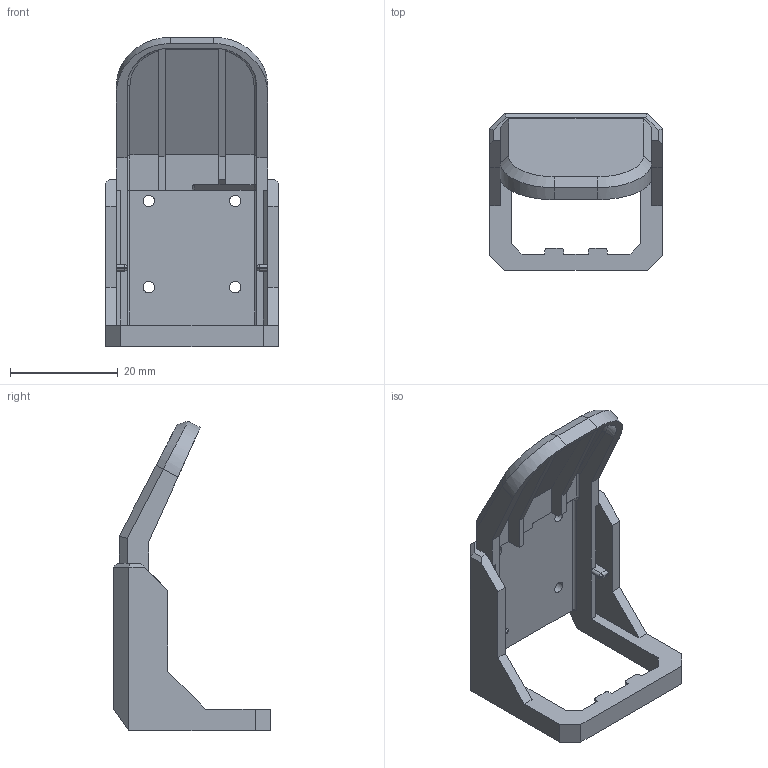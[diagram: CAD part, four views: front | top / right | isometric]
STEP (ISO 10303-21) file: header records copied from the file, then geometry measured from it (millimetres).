
FILE_DESCRIPTION((''),'2;1');
FILE_NAME('F11','2010-04-09T',('JANG WOOK'),(''),'PRO/ENGINEER BY PARAMETRIC TECHNOLOGY CORPORATION, 2009060','PRO/ENGINEER BY PARAMETRIC TECHNOLOGY CORPORATION, 2009060','');
FILE_SCHEMA(('CONFIG_CONTROL_DESIGN'));
Length unit declared in the file: millimetre
Products named in the file (1): F11
Bounding box: 32 x 29 x 57.31 mm (x, y, z)
Volume: 5850.4 mm3; surface area: 6576.5 mm2
Topology: 1 solids, 1 shells, 175 faces, 468 edges, 299 vertices
Faces by surface type: plane 130, cylinder 33, sphere 4, bspline 4, extrusion 2, cone 2
Entity records: 5682 total; most frequent: CARTESIAN_POINT 1278, ORIENTED_EDGE 936, DIRECTION 844, EDGE_CURVE 468, VECTOR 390, LINE 388, VERTEX_POINT 299, AXIS2_PLACEMENT_3D 227
